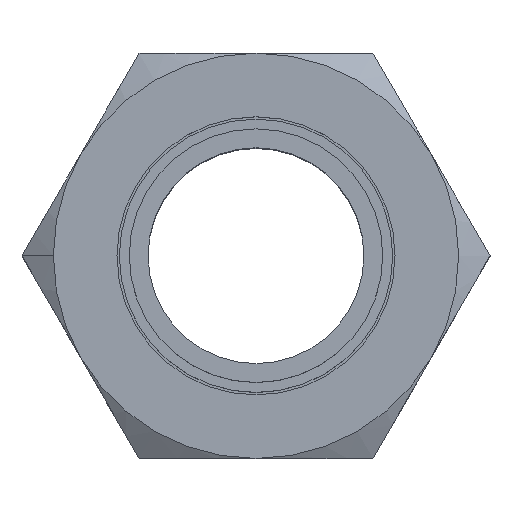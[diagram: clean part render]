
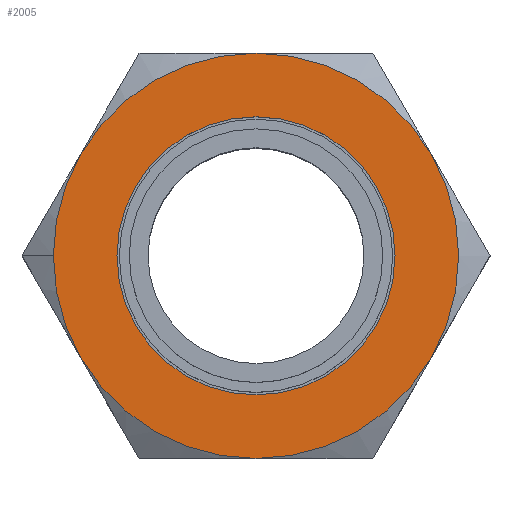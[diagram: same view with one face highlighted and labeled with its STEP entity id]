
A CAD part, top view. The second image highlights one B-rep face of the part: STEP entity #2005.
In plain terms, the highlighted planar face has unit normal (0, 0, 1).
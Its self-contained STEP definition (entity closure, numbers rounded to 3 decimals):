
#1 = DIRECTION ( 'NONE',  ( 0., 0., 1. ) ) ;
#3 = CARTESIAN_POINT ( 'NONE',  ( 0., 0., 10. ) ) ;
#6 = CIRCLE ( 'NONE', #2317, 14.75 ) ;
#13 = CIRCLE ( 'NONE', #15, 21.5 ) ;
#15 = AXIS2_PLACEMENT_3D ( 'NONE', #2308, #2306, #2305 ) ;
#55 = CARTESIAN_POINT ( 'NONE',  ( -14.75, 0., 10. ) ) ;
#59 = CARTESIAN_POINT ( 'NONE',  ( 14.75, 0., 10. ) ) ;
#119 = CARTESIAN_POINT ( 'NONE',  ( 0., 0., 10. ) ) ;
#121 = DIRECTION ( 'NONE',  ( 1., 0., 0. ) ) ;
#122 = CIRCLE ( 'NONE', #126, 21.5 ) ;
#123 = CARTESIAN_POINT ( 'NONE',  ( 18.62, 10.75, 10. ) ) ;
#124 = DIRECTION ( 'NONE',  ( 0., 0., 1. ) ) ;
#126 = AXIS2_PLACEMENT_3D ( 'NONE', #119, #124, #121 ) ;
#131 = CARTESIAN_POINT ( 'NONE',  ( -21.5, 0., 10. ) ) ;
#135 = CARTESIAN_POINT ( 'NONE',  ( -18.62, -10.75, 10. ) ) ;
#261 = CARTESIAN_POINT ( 'NONE',  ( -18.62, 10.75, 10. ) ) ;
#262 = DIRECTION ( 'NONE',  ( 1., 0., 0. ) ) ;
#263 = DIRECTION ( 'NONE',  ( 0., 0., 1. ) ) ;
#264 = CARTESIAN_POINT ( 'NONE',  ( 0., 0., 10. ) ) ;
#265 = AXIS2_PLACEMENT_3D ( 'NONE', #264, #263, #274 ) ;
#266 = CIRCLE ( 'NONE', #265, 21.5 ) ;
#268 = CARTESIAN_POINT ( 'NONE',  ( 18.62, -10.75, 10. ) ) ;
#272 = CIRCLE ( 'NONE', #280, 21.5 ) ;
#274 = DIRECTION ( 'NONE',  ( 1., 0., 0. ) ) ;
#275 = DIRECTION ( 'NONE',  ( 0., 0., 1. ) ) ;
#276 = CARTESIAN_POINT ( 'NONE',  ( 0., 0., 10. ) ) ;
#280 = AXIS2_PLACEMENT_3D ( 'NONE', #276, #275, #262 ) ;
#293 = CARTESIAN_POINT ( 'NONE',  ( 0., 21.5, 10. ) ) ;
#307 = CARTESIAN_POINT ( 'NONE',  ( 0., -21.5, 10. ) ) ;
#827 = PLANE ( 'NONE',  #849 ) ;
#828 = FACE_OUTER_BOUND ( 'NONE', #1812, .T. ) ;
#835 = DIRECTION ( 'NONE',  ( -1., 0., 0. ) ) ;
#836 = DIRECTION ( 'NONE',  ( 0., 0., -1. ) ) ;
#838 = DIRECTION ( 'NONE',  ( 1., 0., 0. ) ) ;
#839 = DIRECTION ( 'NONE',  ( 0., 0., 1. ) ) ;
#840 = CARTESIAN_POINT ( 'NONE',  ( 0., 0., 10. ) ) ;
#843 = CIRCLE ( 'NONE', #845, 14.75 ) ;
#844 = FACE_BOUND ( 'NONE', #2006, .T. ) ;
#845 = AXIS2_PLACEMENT_3D ( 'NONE', #840, #839, #838 ) ;
#848 = CARTESIAN_POINT ( 'NONE',  ( 0., 21.5, 10. ) ) ;
#849 = AXIS2_PLACEMENT_3D ( 'NONE', #848, #836, #835 ) ;
#898 = CIRCLE ( 'NONE', #910, 21.5 ) ;
#899 = DIRECTION ( 'NONE',  ( 0., 0., 1. ) ) ;
#910 = AXIS2_PLACEMENT_3D ( 'NONE', #915, #899, #919 ) ;
#915 = CARTESIAN_POINT ( 'NONE',  ( 0., 0., 10. ) ) ;
#919 = DIRECTION ( 'NONE',  ( 1., 0., 0. ) ) ;
#962 = AXIS2_PLACEMENT_3D ( 'NONE', #969, #968, #967 ) ;
#963 = CIRCLE ( 'NONE', #962, 21.5 ) ;
#967 = DIRECTION ( 'NONE',  ( 1., 0., 0. ) ) ;
#968 = DIRECTION ( 'NONE',  ( 0., 0., 1. ) ) ;
#969 = CARTESIAN_POINT ( 'NONE',  ( 0., 0., 10. ) ) ;
#991 = CARTESIAN_POINT ( 'NONE',  ( 0., 0., 10. ) ) ;
#992 = AXIS2_PLACEMENT_3D ( 'NONE', #991, #1047, #1043 ) ;
#993 = CIRCLE ( 'NONE', #992, 21.5 ) ;
#1043 = DIRECTION ( 'NONE',  ( 1., 0., 0. ) ) ;
#1047 = DIRECTION ( 'NONE',  ( 0., 0., 1. ) ) ;
#1505 = ORIENTED_EDGE ( 'NONE', *, *, #1774, .T. ) ;
#1506 = ORIENTED_EDGE ( 'NONE', *, *, #2041, .T. ) ;
#1514 = ORIENTED_EDGE ( 'NONE', *, *, #1779, .T. ) ;
#1639 = EDGE_CURVE ( 'NONE', #1675, #1663, #6, .T. ) ;
#1663 = VERTEX_POINT ( 'NONE', #59 ) ;
#1675 = VERTEX_POINT ( 'NONE', #55 ) ;
#1692 = EDGE_CURVE ( 'NONE', #1693, #1722, #122, .T. ) ;
#1693 = VERTEX_POINT ( 'NONE', #123 ) ;
#1697 = VERTEX_POINT ( 'NONE', #131 ) ;
#1701 = EDGE_CURVE ( 'NONE', #1697, #1703, #13, .T. ) ;
#1703 = VERTEX_POINT ( 'NONE', #135 ) ;
#1722 = VERTEX_POINT ( 'NONE', #293 ) ;
#1772 = VERTEX_POINT ( 'NONE', #268 ) ;
#1774 = EDGE_CURVE ( 'NONE', #1772, #1693, #272, .T. ) ;
#1775 = VERTEX_POINT ( 'NONE', #261 ) ;
#1779 = EDGE_CURVE ( 'NONE', #1703, #1792, #266, .T. ) ;
#1792 = VERTEX_POINT ( 'NONE', #307 ) ;
#1812 = EDGE_LOOP ( 'NONE', ( #2273, #2261, #2272, #2271, #1514, #1506, #1505 ) ) ;
#1820 = ORIENTED_EDGE ( 'NONE', *, *, #2004, .F. ) ;
#1821 = ORIENTED_EDGE ( 'NONE', *, *, #1639, .F. ) ;
#2004 = EDGE_CURVE ( 'NONE', #1663, #1675, #843, .T. ) ;
#2005 = ADVANCED_FACE ( 'NONE', ( #844, #828 ), #827, .F. ) ;
#2006 = EDGE_LOOP ( 'NONE', ( #1820, #1821 ) ) ;
#2026 = EDGE_CURVE ( 'NONE', #1775, #1697, #898, .T. ) ;
#2041 = EDGE_CURVE ( 'NONE', #1792, #1772, #963, .T. ) ;
#2061 = EDGE_CURVE ( 'NONE', #1722, #1775, #993, .T. ) ;
#2261 = ORIENTED_EDGE ( 'NONE', *, *, #2061, .T. ) ;
#2271 = ORIENTED_EDGE ( 'NONE', *, *, #1701, .T. ) ;
#2272 = ORIENTED_EDGE ( 'NONE', *, *, #2026, .T. ) ;
#2273 = ORIENTED_EDGE ( 'NONE', *, *, #1692, .T. ) ;
#2305 = DIRECTION ( 'NONE',  ( 1., 0., 0. ) ) ;
#2306 = DIRECTION ( 'NONE',  ( 0., 0., 1. ) ) ;
#2308 = CARTESIAN_POINT ( 'NONE',  ( 0., 0., 10. ) ) ;
#2317 = AXIS2_PLACEMENT_3D ( 'NONE', #3, #1, #2319 ) ;
#2319 = DIRECTION ( 'NONE',  ( 1., 0., 0. ) ) ;
